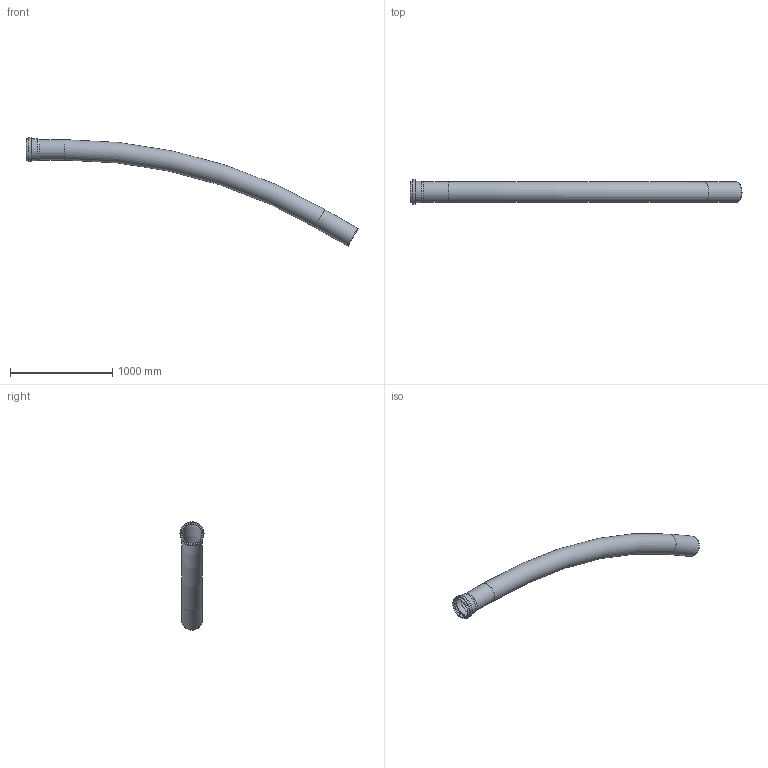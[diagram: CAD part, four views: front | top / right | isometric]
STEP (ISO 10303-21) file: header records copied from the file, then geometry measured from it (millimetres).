
FILE_DESCRIPTION(/* description */ (''),/* implementation_level */ '2;1');
FILE_NAME(/* name */ 'Kabelschutzbogenrohr_200x6,2_R5000_30°_SM_35127_734140.stp',/* time_stamp */ '2023-08-16T15:45:35+02:00',/* author */ ('kfastenau'),/* organization */ (''),/* preprocessor_version */ 'ST-DEVELOPER v18.1',/* originating_system */ 'Autodesk Inventor 2021',/* authorisation */ '');
FILE_SCHEMA (('CONFIG_CONTROL_DESIGN'));
Length unit declared in the file: millimetre
Products named in the file (1): Kabelschutzbogenrohr_200x6,2_R5000_30°_SM_35127_7341
40
Bounding box: 3250.55 x 235 x 1060.12 mm (x, y, z)
Volume: 12853193.6 mm3; surface area: 4153643.2 mm2
Topology: 1 solids, 1 shells, 23 faces, 55 edges, 38 vertices
Faces by surface type: cylinder 10, plane 6, torus 4, cone 3
Full cylindrical faces by diameter (mm): 187.6 x2, 200 x2, 200.5 x2, 212.9 x2, 222.6 x1, 235 x1
Entity records: 748 total; most frequent: DIRECTION 145, CARTESIAN_POINT 117, ORIENTED_EDGE 110, AXIS2_PLACEMENT_3D 66, EDGE_CURVE 55, CIRCLE 42, VERTEX_POINT 38, EDGE_LOOP 29
